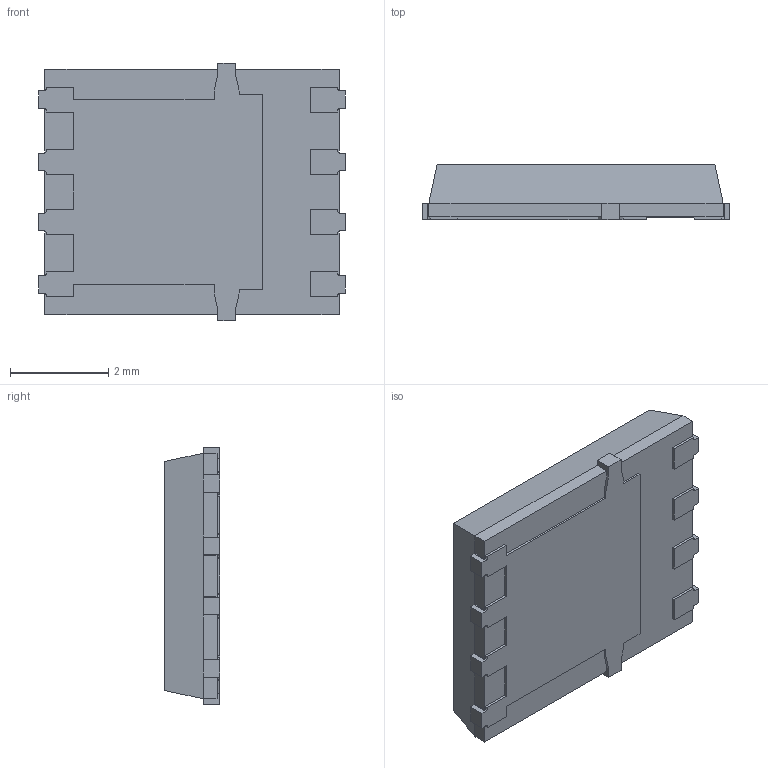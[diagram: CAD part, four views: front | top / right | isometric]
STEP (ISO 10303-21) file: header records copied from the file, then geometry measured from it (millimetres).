
FILE_DESCRIPTION (( 'STEP AP214' ), '1' );
FILE_NAME ('User Library-PowerPAK_SO8_single.STEP', '2015-12-02T16:56:40', ( 'Windows User' ), ( '' ), 'SwSTEP 2.0', 'SolidWorks 2016', '' );
FILE_SCHEMA (( 'AUTOMOTIVE_DESIGN' ));
Length unit declared in the file: millimetre
Products named in the file (1): User Library-PowerPAK_SO8_single
Bounding box: 6.24 x 1.12 x 5.25 mm (x, y, z)
Volume: 31.6 mm3; surface area: 83 mm2
Topology: 1 solids, 1 shells, 143 faces, 396 edges, 256 vertices
Faces by surface type: plane 125, cylinder 18
Entity records: 6064 total; most frequent: CARTESIAN_POINT 796, ORIENTED_EDGE 792, DIRECTION 736, EDGE_CURVE 396, LINE 344, VECTOR 344, VERTEX_POINT 256, AXIS2_PLACEMENT_3D 196
